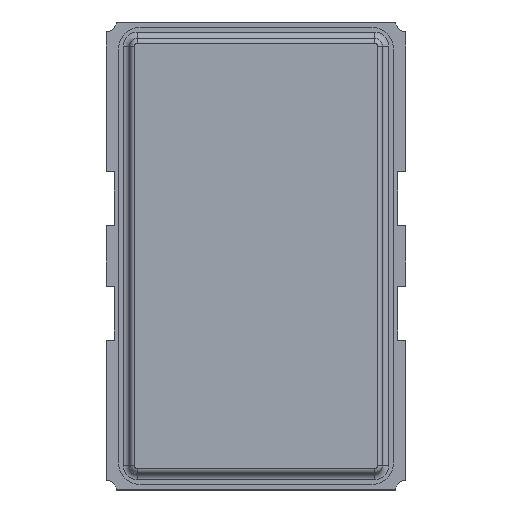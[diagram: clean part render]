
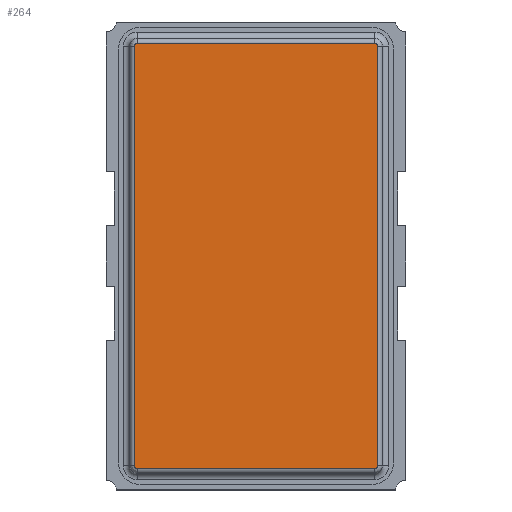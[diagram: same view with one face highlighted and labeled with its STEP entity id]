
A CAD part, top view. The second image highlights one B-rep face of the part: STEP entity #264.
In plain terms, the highlighted planar face has unit normal (0, 0, 1).
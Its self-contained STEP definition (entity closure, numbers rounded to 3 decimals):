
#95 = VERTEX_POINT('',#96);
#96 = CARTESIAN_POINT('',(1.268,-2.273,1.23));
#103 = EDGE_CURVE('',#95,#104,#106,.T.);
#104 = VERTEX_POINT('',#105);
#105 = CARTESIAN_POINT('',(-1.268,-2.273,1.23));
#106 = LINE('',#107,#108);
#107 = CARTESIAN_POINT('',(1.268,-2.273,1.23));
#108 = VECTOR('',#109,1.);
#109 = DIRECTION('',(-1.,0.,0.));
#212 = VERTEX_POINT('',#213);
#213 = CARTESIAN_POINT('',(1.298,-2.242,1.23));
#222 = EDGE_CURVE('',#212,#95,#223,.T.);
#223 = CIRCLE('',#224,0.03);
#224 = AXIS2_PLACEMENT_3D('',#225,#226,#227);
#225 = CARTESIAN_POINT('',(1.268,-2.242,1.23));
#226 = DIRECTION('',(0.,0.,-1.));
#227 = DIRECTION('',(1.,0.,0.));
#264 = ADVANCED_FACE('',(#265),#318,.F.);
#265 = FACE_BOUND('',#266,.F.);
#266 = EDGE_LOOP('',(#267,#268,#277,#285,#294,#302,#311,#317));
#267 = ORIENTED_EDGE('',*,*,#103,.T.);
#268 = ORIENTED_EDGE('',*,*,#269,.T.);
#269 = EDGE_CURVE('',#104,#270,#272,.T.);
#270 = VERTEX_POINT('',#271);
#271 = CARTESIAN_POINT('',(-1.298,-2.242,1.23));
#272 = CIRCLE('',#273,0.03);
#273 = AXIS2_PLACEMENT_3D('',#274,#275,#276);
#274 = CARTESIAN_POINT('',(-1.268,-2.242,1.23));
#275 = DIRECTION('',(-0.,0.,-1.));
#276 = DIRECTION('',(0.,-1.,0.));
#277 = ORIENTED_EDGE('',*,*,#278,.T.);
#278 = EDGE_CURVE('',#270,#279,#281,.T.);
#279 = VERTEX_POINT('',#280);
#280 = CARTESIAN_POINT('',(-1.298,2.242,1.23));
#281 = LINE('',#282,#283);
#282 = CARTESIAN_POINT('',(-1.298,-2.242,1.23));
#283 = VECTOR('',#284,1.);
#284 = DIRECTION('',(0.,1.,0.));
#285 = ORIENTED_EDGE('',*,*,#286,.T.);
#286 = EDGE_CURVE('',#279,#287,#289,.T.);
#287 = VERTEX_POINT('',#288);
#288 = CARTESIAN_POINT('',(-1.268,2.273,1.23));
#289 = CIRCLE('',#290,0.03);
#290 = AXIS2_PLACEMENT_3D('',#291,#292,#293);
#291 = CARTESIAN_POINT('',(-1.268,2.242,1.23));
#292 = DIRECTION('',(0.,0.,-1.));
#293 = DIRECTION('',(-1.,0.,0.));
#294 = ORIENTED_EDGE('',*,*,#295,.T.);
#295 = EDGE_CURVE('',#287,#296,#298,.T.);
#296 = VERTEX_POINT('',#297);
#297 = CARTESIAN_POINT('',(1.268,2.273,1.23));
#298 = LINE('',#299,#300);
#299 = CARTESIAN_POINT('',(-1.268,2.273,1.23));
#300 = VECTOR('',#301,1.);
#301 = DIRECTION('',(1.,0.,0.));
#302 = ORIENTED_EDGE('',*,*,#303,.T.);
#303 = EDGE_CURVE('',#296,#304,#306,.T.);
#304 = VERTEX_POINT('',#305);
#305 = CARTESIAN_POINT('',(1.298,2.242,1.23));
#306 = CIRCLE('',#307,0.03);
#307 = AXIS2_PLACEMENT_3D('',#308,#309,#310);
#308 = CARTESIAN_POINT('',(1.268,2.242,1.23));
#309 = DIRECTION('',(0.,0.,-1.));
#310 = DIRECTION('',(0.,1.,0.));
#311 = ORIENTED_EDGE('',*,*,#312,.T.);
#312 = EDGE_CURVE('',#304,#212,#313,.T.);
#313 = LINE('',#314,#315);
#314 = CARTESIAN_POINT('',(1.298,2.242,1.23));
#315 = VECTOR('',#316,1.);
#316 = DIRECTION('',(0.,-1.,0.));
#317 = ORIENTED_EDGE('',*,*,#222,.T.);
#318 = PLANE('',#319);
#319 = AXIS2_PLACEMENT_3D('',#320,#321,#322);
#320 = CARTESIAN_POINT('',(0.,0.,1.23));
#321 = DIRECTION('',(0.,-0.,-1.));
#322 = DIRECTION('',(0.,-1.,0.));
